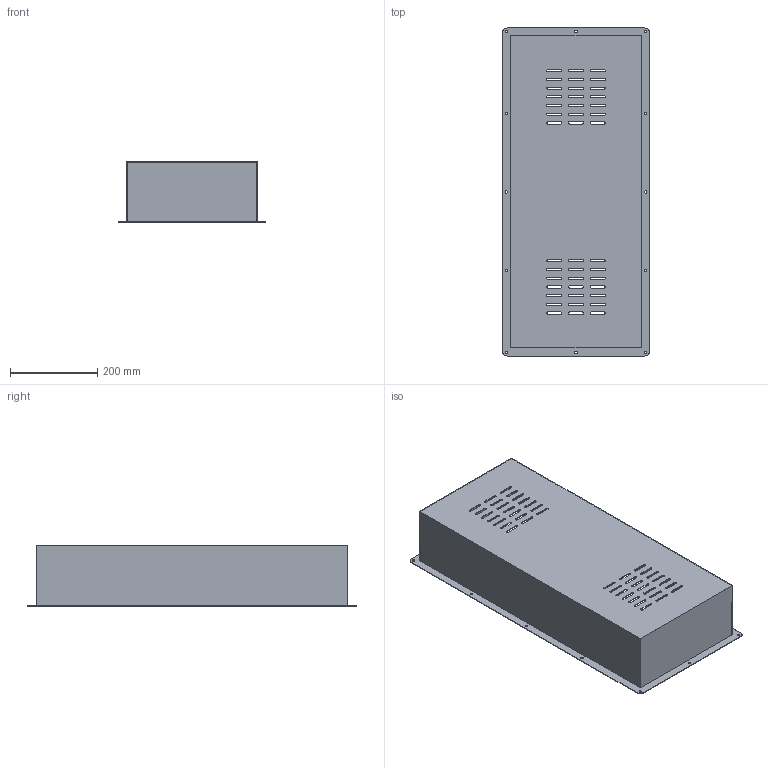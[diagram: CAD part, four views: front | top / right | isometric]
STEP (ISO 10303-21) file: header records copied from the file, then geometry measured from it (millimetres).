
FILE_DESCRIPTION (( 'STEP AP203' ), '1' );
FILE_NAME ('萇儂欶.STEP', '2023-09-07T13:02:22', ( '' ), ( '' ), 'SwSTEP 2.0', 'SolidWorks 2020', '' );
FILE_SCHEMA (( 'CONFIG_CONTROL_DESIGN' ));
Length unit declared in the file: millimetre
Products named in the file (1): 萇儂欶
Bounding box: 337 x 754 x 140 mm (x, y, z)
Volume: 791220.6 mm3; surface area: 1063288.7 mm2
Topology: 1 solids, 1 shells, 254 faces, 750 edges, 500 vertices
Faces by surface type: cylinder 154, plane 100
Entity records: 8895 total; most frequent: DIRECTION 1568, CARTESIAN_POINT 1505, ORIENTED_EDGE 1500, EDGE_CURVE 750, AXIS2_PLACEMENT_3D 563, VERTEX_POINT 500, LINE 442, VECTOR 442
